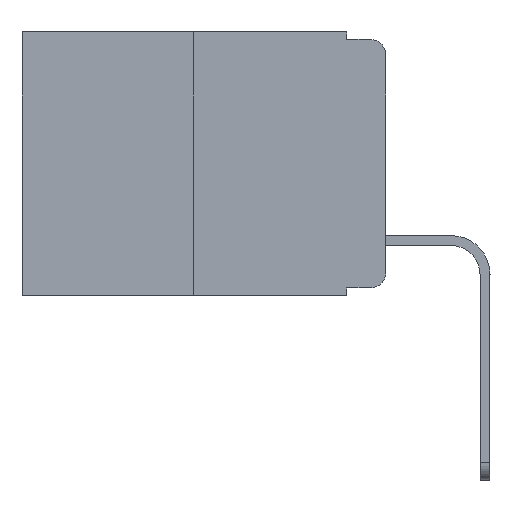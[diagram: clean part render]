
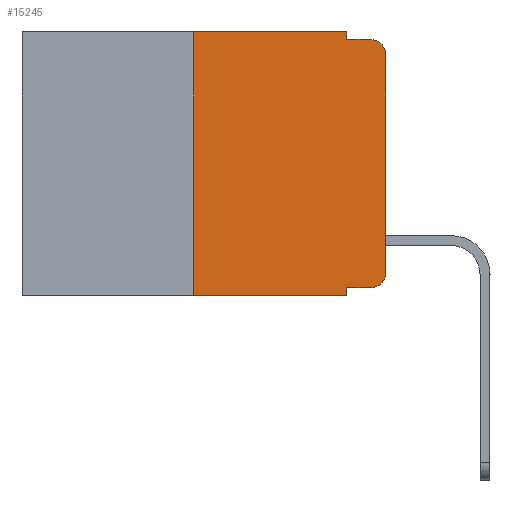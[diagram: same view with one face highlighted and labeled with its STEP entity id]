
A CAD part, left-side view. The second image highlights one B-rep face of the part: STEP entity #15245.
In plain terms, the highlighted planar face has unit normal (-1, 0, 0).
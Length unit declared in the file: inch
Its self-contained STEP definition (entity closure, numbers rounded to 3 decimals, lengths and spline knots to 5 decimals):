
#146 = CARTESIAN_POINT ( 'NONE',  ( 0., 0.051, -0.01 ) ) ;
#460 = AXIS2_PLACEMENT_3D ( 'NONE', #5180, #14762, #16098 ) ;
#503 = CARTESIAN_POINT ( 'NONE',  ( 0., 0.051, -0.333 ) ) ;
#680 = AXIS2_PLACEMENT_3D ( 'NONE', #12273, #5574, #9586 ) ;
#1256 = CARTESIAN_POINT ( 'NONE',  ( 0., 0.051, 0. ) ) ;
#1881 = ORIENTED_EDGE ( 'NONE', *, *, #3368, .F. ) ;
#2451 = DIRECTION ( 'NONE',  ( 0., 0., -1. ) ) ;
#3265 = ORIENTED_EDGE ( 'NONE', *, *, #3722, .T. ) ;
#3368 = EDGE_CURVE ( 'NONE', #16490, #4116, #11058, .T. ) ;
#3510 = ORIENTED_EDGE ( 'NONE', *, *, #6996, .T. ) ;
#3722 = EDGE_CURVE ( 'NONE', #11654, #8349, #6983, .T. ) ;
#3958 = VERTEX_POINT ( 'NONE', #10556 ) ;
#4116 = VERTEX_POINT ( 'NONE', #6905 ) ;
#4454 = CARTESIAN_POINT ( 'NONE',  ( 0., 0.25, 0. ) ) ;
#4497 = DIRECTION ( 'NONE',  ( 0., -1., 0. ) ) ;
#5082 = LINE ( 'NONE', #1256, #17747 ) ;
#5115 = CARTESIAN_POINT ( 'NONE',  ( 0., 0.02, -0.03 ) ) ;
#5180 = CARTESIAN_POINT ( 'NONE',  ( 0., 0.02, -0.313 ) ) ;
#5308 = VERTEX_POINT ( 'NONE', #15981 ) ;
#5510 = DIRECTION ( 'NONE',  ( 0., -1., 0. ) ) ;
#5574 = DIRECTION ( 'NONE',  ( 1., 0., 0. ) ) ;
#5712 = VECTOR ( 'NONE', #8547, 39.37008 ) ;
#5800 = CARTESIAN_POINT ( 'NONE',  ( 0., 0.051, -0.333 ) ) ;
#6545 = DIRECTION ( 'NONE',  ( -1., 0., 0. ) ) ;
#6673 = EDGE_CURVE ( 'NONE', #5308, #16490, #15358, .T. ) ;
#6752 = ORIENTED_EDGE ( 'NONE', *, *, #9501, .F. ) ;
#6851 = DIRECTION ( 'NONE',  ( 0., -1., 0. ) ) ;
#6905 = CARTESIAN_POINT ( 'NONE',  ( 0., 0.051, 0. ) ) ;
#6945 = CIRCLE ( 'NONE', #14783, 0.02 ) ;
#6983 = LINE ( 'NONE', #503, #15107 ) ;
#6996 = EDGE_CURVE ( 'NONE', #10436, #17253, #17503, .T. ) ;
#7001 = VECTOR ( 'NONE', #5510, 39.37008 ) ;
#7115 = VERTEX_POINT ( 'NONE', #146 ) ;
#7745 = DIRECTION ( 'NONE',  ( 0., 0., -1. ) ) ;
#8098 = EDGE_CURVE ( 'NONE', #8349, #10436, #15509, .T. ) ;
#8107 = EDGE_CURVE ( 'NONE', #17253, #3958, #6945, .T. ) ;
#8172 = DIRECTION ( 'NONE',  ( 0., 0., 1. ) ) ;
#8297 = PLANE ( 'NONE',  #680 ) ;
#8349 = VERTEX_POINT ( 'NONE', #8425 ) ;
#8425 = CARTESIAN_POINT ( 'NONE',  ( 0., 0.02, -0.333 ) ) ;
#8547 = DIRECTION ( 'NONE',  ( 0., 0., 1. ) ) ;
#8559 = VECTOR ( 'NONE', #10206, 39.37008 ) ;
#8893 = CARTESIAN_POINT ( 'NONE',  ( 0., 0.051, -0.01 ) ) ;
#8989 = ORIENTED_EDGE ( 'NONE', *, *, #8107, .T. ) ;
#9329 = DIRECTION ( 'NONE',  ( 0., 0., -1. ) ) ;
#9501 = EDGE_CURVE ( 'NONE', #4116, #7115, #15033, .T. ) ;
#9586 = DIRECTION ( 'NONE',  ( 0., 0., -1. ) ) ;
#9905 = CARTESIAN_POINT ( 'NONE',  ( 0., 0.25, 0. ) ) ;
#10206 = DIRECTION ( 'NONE',  ( 0., -1., 0. ) ) ;
#10436 = VERTEX_POINT ( 'NONE', #11221 ) ;
#10556 = CARTESIAN_POINT ( 'NONE',  ( 0., 0.02, -0.01 ) ) ;
#11058 = LINE ( 'NONE', #15220, #7001 ) ;
#11221 = CARTESIAN_POINT ( 'NONE',  ( 0., 0., -0.313 ) ) ;
#11654 = VERTEX_POINT ( 'NONE', #5800 ) ;
#12168 = FACE_OUTER_BOUND ( 'NONE', #14203, .T. ) ;
#12273 = CARTESIAN_POINT ( 'NONE',  ( 0., 0.473, 0. ) ) ;
#12321 = CARTESIAN_POINT ( 'NONE',  ( 0., 0.473, -0.343 ) ) ;
#12376 = EDGE_CURVE ( 'NONE', #5308, #15172, #15289, .T. ) ;
#12471 = VECTOR ( 'NONE', #6851, 39.37008 ) ;
#13044 = ORIENTED_EDGE ( 'NONE', *, *, #15379, .F. ) ;
#13422 = ORIENTED_EDGE ( 'NONE', *, *, #17595, .F. ) ;
#13596 = VECTOR ( 'NONE', #8172, 39.37008 ) ;
#13886 = ORIENTED_EDGE ( 'NONE', *, *, #8098, .T. ) ;
#14063 = ORIENTED_EDGE ( 'NONE', *, *, #6673, .F. ) ;
#14203 = EDGE_LOOP ( 'NONE', ( #3510, #8989, #13044, #6752, #1881, #14063, #15023, #13422, #3265, #13886 ) ) ;
#14762 = DIRECTION ( 'NONE',  ( -1., 0., 0. ) ) ;
#14783 = AXIS2_PLACEMENT_3D ( 'NONE', #5115, #6545, #9329 ) ;
#14797 = CARTESIAN_POINT ( 'NONE',  ( 0., 0., 0. ) ) ;
#15023 = ORIENTED_EDGE ( 'NONE', *, *, #12376, .T. ) ;
#15033 = LINE ( 'NONE', #16039, #17219 ) ;
#15107 = VECTOR ( 'NONE', #4497, 39.37008 ) ;
#15172 = VERTEX_POINT ( 'NONE', #17753 ) ;
#15220 = CARTESIAN_POINT ( 'NONE',  ( 0., 0.473, 0. ) ) ;
#15245 = ADVANCED_FACE ( 'NONE', ( #12168 ), #8297, .F. ) ;
#15289 = LINE ( 'NONE', #12321, #12471 ) ;
#15358 = LINE ( 'NONE', #4454, #5712 ) ;
#15379 = EDGE_CURVE ( 'NONE', #7115, #3958, #16268, .T. ) ;
#15509 = CIRCLE ( 'NONE', #460, 0.02 ) ;
#15657 = CARTESIAN_POINT ( 'NONE',  ( 0., 0., -0.03 ) ) ;
#15981 = CARTESIAN_POINT ( 'NONE',  ( 0., 0.25, -0.343 ) ) ;
#16039 = CARTESIAN_POINT ( 'NONE',  ( 0., 0.051, 0. ) ) ;
#16098 = DIRECTION ( 'NONE',  ( 0., 0., -1. ) ) ;
#16268 = LINE ( 'NONE', #8893, #8559 ) ;
#16490 = VERTEX_POINT ( 'NONE', #9905 ) ;
#17219 = VECTOR ( 'NONE', #7745, 39.37008 ) ;
#17253 = VERTEX_POINT ( 'NONE', #15657 ) ;
#17503 = LINE ( 'NONE', #14797, #13596 ) ;
#17595 = EDGE_CURVE ( 'NONE', #11654, #15172, #5082, .T. ) ;
#17747 = VECTOR ( 'NONE', #2451, 39.37008 ) ;
#17753 = CARTESIAN_POINT ( 'NONE',  ( 0., 0.051, -0.343 ) ) ;
